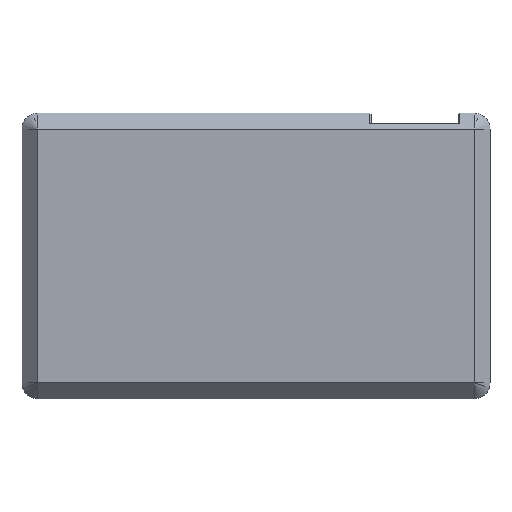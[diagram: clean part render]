
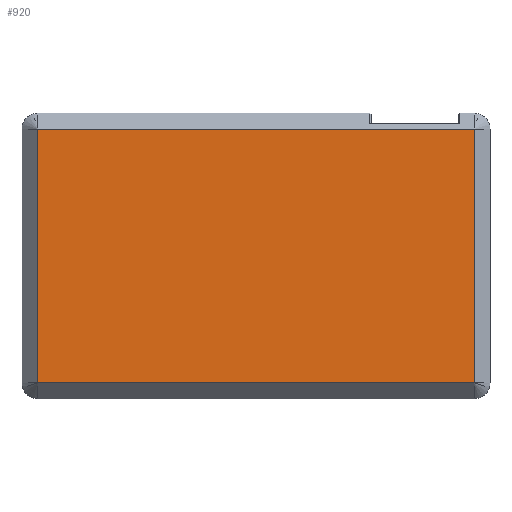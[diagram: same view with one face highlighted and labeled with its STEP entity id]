
A CAD part, top view. The second image highlights one B-rep face of the part: STEP entity #920.
In plain terms, the highlighted planar face has unit normal (0, 0, 1).
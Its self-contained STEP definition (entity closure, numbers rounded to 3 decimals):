
#23 = ORIENTED_EDGE ( 'NONE', *, *, #970, .T. ) ;
#131 = EDGE_CURVE ( 'NONE', #619, #1283, #1676, .T. ) ;
#142 = EDGE_LOOP ( 'NONE', ( #23, #943, #1311, #774 ) ) ;
#143 = CARTESIAN_POINT ( 'NONE',  ( 0., 0., 6. ) ) ;
#279 = FACE_OUTER_BOUND ( 'NONE', #142, .T. ) ;
#303 = PLANE ( 'NONE',  #607 ) ;
#453 = VECTOR ( 'NONE', #495, 1000. ) ;
#469 = DIRECTION ( 'NONE',  ( -1., 0., 0. ) ) ;
#495 = DIRECTION ( 'NONE',  ( 0., -1., 0. ) ) ;
#571 = VECTOR ( 'NONE', #1835, 1000. ) ;
#607 = AXIS2_PLACEMENT_3D ( 'NONE', #143, #1040, #469 ) ;
#619 = VERTEX_POINT ( 'NONE', #1729 ) ;
#637 = CARTESIAN_POINT ( 'NONE',  ( -27.5, 0., 6. ) ) ;
#668 = CARTESIAN_POINT ( 'NONE',  ( 0., -16., 6. ) ) ;
#693 = DIRECTION ( 'NONE',  ( -1., 0., 0. ) ) ;
#722 = EDGE_CURVE ( 'NONE', #806, #1075, #998, .T. ) ;
#774 = ORIENTED_EDGE ( 'NONE', *, *, #131, .T. ) ;
#806 = VERTEX_POINT ( 'NONE', #1861 ) ;
#891 = CARTESIAN_POINT ( 'NONE',  ( -27.5, 16., 6. ) ) ;
#920 = ADVANCED_FACE ( 'NONE', ( #279 ), #303, .F. ) ;
#926 = LINE ( 'NONE', #637, #453 ) ;
#943 = ORIENTED_EDGE ( 'NONE', *, *, #722, .T. ) ;
#951 = CARTESIAN_POINT ( 'NONE',  ( 27.5, -16., 6. ) ) ;
#955 = VECTOR ( 'NONE', #693, 1000. ) ;
#962 = CARTESIAN_POINT ( 'NONE',  ( 27.5, 0., 6. ) ) ;
#966 = CARTESIAN_POINT ( 'NONE',  ( 0., 16., 6. ) ) ;
#970 = EDGE_CURVE ( 'NONE', #1283, #806, #926, .T. ) ;
#998 = LINE ( 'NONE', #668, #571 ) ;
#1040 = DIRECTION ( 'NONE',  ( 0., 0., -1. ) ) ;
#1063 = EDGE_CURVE ( 'NONE', #1075, #619, #1823, .T. ) ;
#1075 = VERTEX_POINT ( 'NONE', #951 ) ;
#1283 = VERTEX_POINT ( 'NONE', #891 ) ;
#1311 = ORIENTED_EDGE ( 'NONE', *, *, #1063, .T. ) ;
#1363 = VECTOR ( 'NONE', #1546, 1000. ) ;
#1546 = DIRECTION ( 'NONE',  ( 0., 1., 0. ) ) ;
#1676 = LINE ( 'NONE', #966, #955 ) ;
#1729 = CARTESIAN_POINT ( 'NONE',  ( 27.5, 16., 6. ) ) ;
#1823 = LINE ( 'NONE', #962, #1363 ) ;
#1835 = DIRECTION ( 'NONE',  ( 1., 0., 0. ) ) ;
#1861 = CARTESIAN_POINT ( 'NONE',  ( -27.5, -16., 6. ) ) ;
